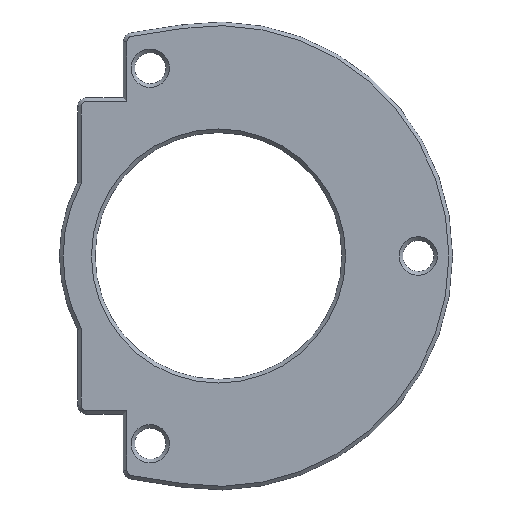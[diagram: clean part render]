
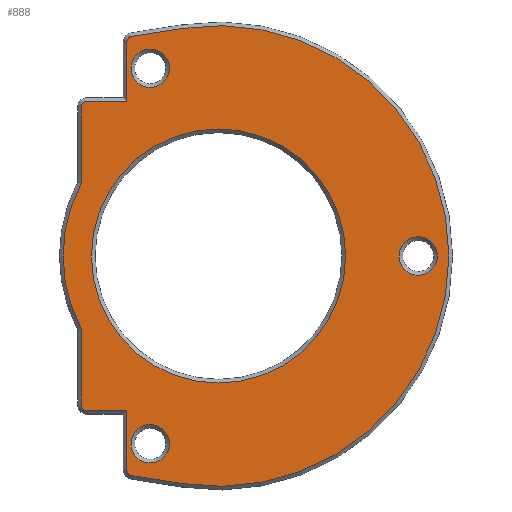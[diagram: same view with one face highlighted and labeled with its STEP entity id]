
A CAD part, front view. The second image highlights one B-rep face of the part: STEP entity #888.
In plain terms, the highlighted planar face has unit normal (0, -1, 0).
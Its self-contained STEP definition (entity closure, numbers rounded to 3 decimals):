
#33=FACE_BOUND('',#155,.T.);
#34=FACE_BOUND('',#156,.T.);
#35=FACE_BOUND('',#157,.T.);
#36=FACE_BOUND('',#158,.T.);
#50=PLANE('',#986);
#94=FACE_OUTER_BOUND('',#154,.T.);
#154=EDGE_LOOP('',(#723,#724,#725,#726,#727,#728,#729,#730,#731,#732,#733,
#734,#735,#736));
#155=EDGE_LOOP('',(#737));
#156=EDGE_LOOP('',(#738));
#157=EDGE_LOOP('',(#739));
#158=EDGE_LOOP('',(#740));
#232=LINE('',#1468,#314);
#233=LINE('',#1472,#315);
#234=LINE('',#1474,#316);
#235=LINE('',#1478,#317);
#236=LINE('',#1482,#318);
#237=LINE('',#1486,#319);
#238=LINE('',#1488,#320);
#239=LINE('',#1492,#321);
#314=VECTOR('',#1194,10.);
#315=VECTOR('',#1197,10.);
#316=VECTOR('',#1198,10.);
#317=VECTOR('',#1201,10.);
#318=VECTOR('',#1204,10.);
#319=VECTOR('',#1207,10.);
#320=VECTOR('',#1208,10.);
#321=VECTOR('',#1211,10.);
#374=CIRCLE('',#985,13.9);
#375=CIRCLE('',#987,0.6);
#376=CIRCLE('',#988,0.6);
#377=CIRCLE('',#989,25.2);
#378=CIRCLE('',#990,0.6);
#379=CIRCLE('',#991,0.6);
#380=CIRCLE('',#992,17.);
#381=CIRCLE('',#993,2.1);
#382=CIRCLE('',#994,2.1);
#383=CIRCLE('',#995,2.1);
#435=VERTEX_POINT('',#1462);
#436=VERTEX_POINT('',#1466);
#437=VERTEX_POINT('',#1467);
#438=VERTEX_POINT('',#1469);
#439=VERTEX_POINT('',#1471);
#440=VERTEX_POINT('',#1473);
#441=VERTEX_POINT('',#1475);
#442=VERTEX_POINT('',#1477);
#443=VERTEX_POINT('',#1479);
#444=VERTEX_POINT('',#1481);
#445=VERTEX_POINT('',#1483);
#446=VERTEX_POINT('',#1485);
#447=VERTEX_POINT('',#1487);
#448=VERTEX_POINT('',#1489);
#449=VERTEX_POINT('',#1491);
#450=VERTEX_POINT('',#1494);
#451=VERTEX_POINT('',#1496);
#452=VERTEX_POINT('',#1498);
#536=EDGE_CURVE('',#435,#435,#374,.T.);
#538=EDGE_CURVE('',#436,#437,#232,.T.);
#539=EDGE_CURVE('',#438,#436,#375,.T.);
#540=EDGE_CURVE('',#439,#438,#233,.T.);
#541=EDGE_CURVE('',#440,#439,#234,.T.);
#542=EDGE_CURVE('',#441,#440,#376,.T.);
#543=EDGE_CURVE('',#442,#441,#235,.T.);
#544=EDGE_CURVE('',#443,#442,#377,.T.);
#545=EDGE_CURVE('',#444,#443,#236,.T.);
#546=EDGE_CURVE('',#445,#444,#378,.T.);
#547=EDGE_CURVE('',#446,#445,#237,.T.);
#548=EDGE_CURVE('',#447,#446,#238,.T.);
#549=EDGE_CURVE('',#448,#447,#379,.T.);
#550=EDGE_CURVE('',#449,#448,#239,.T.);
#551=EDGE_CURVE('',#437,#449,#380,.T.);
#552=EDGE_CURVE('',#450,#450,#381,.T.);
#553=EDGE_CURVE('',#451,#451,#382,.T.);
#554=EDGE_CURVE('',#452,#452,#383,.T.);
#723=ORIENTED_EDGE('',*,*,#538,.F.);
#724=ORIENTED_EDGE('',*,*,#539,.F.);
#725=ORIENTED_EDGE('',*,*,#540,.F.);
#726=ORIENTED_EDGE('',*,*,#541,.F.);
#727=ORIENTED_EDGE('',*,*,#542,.F.);
#728=ORIENTED_EDGE('',*,*,#543,.F.);
#729=ORIENTED_EDGE('',*,*,#544,.F.);
#730=ORIENTED_EDGE('',*,*,#545,.F.);
#731=ORIENTED_EDGE('',*,*,#546,.F.);
#732=ORIENTED_EDGE('',*,*,#547,.F.);
#733=ORIENTED_EDGE('',*,*,#548,.F.);
#734=ORIENTED_EDGE('',*,*,#549,.F.);
#735=ORIENTED_EDGE('',*,*,#550,.F.);
#736=ORIENTED_EDGE('',*,*,#551,.F.);
#737=ORIENTED_EDGE('',*,*,#552,.F.);
#738=ORIENTED_EDGE('',*,*,#553,.F.);
#739=ORIENTED_EDGE('',*,*,#554,.F.);
#740=ORIENTED_EDGE('',*,*,#536,.F.);
#888=ADVANCED_FACE('',(#94,#33,#34,#35,#36),#50,.F.);
#985=AXIS2_PLACEMENT_3D('',#1463,#1189,#1190);
#986=AXIS2_PLACEMENT_3D('',#1465,#1192,#1193);
#987=AXIS2_PLACEMENT_3D('',#1470,#1195,#1196);
#988=AXIS2_PLACEMENT_3D('',#1476,#1199,#1200);
#989=AXIS2_PLACEMENT_3D('',#1480,#1202,#1203);
#990=AXIS2_PLACEMENT_3D('',#1484,#1205,#1206);
#991=AXIS2_PLACEMENT_3D('',#1490,#1209,#1210);
#992=AXIS2_PLACEMENT_3D('',#1493,#1212,#1213);
#993=AXIS2_PLACEMENT_3D('',#1495,#1214,#1215);
#994=AXIS2_PLACEMENT_3D('',#1497,#1216,#1217);
#995=AXIS2_PLACEMENT_3D('',#1499,#1218,#1219);
#1189=DIRECTION('center_axis',(0.,-1.,0.));
#1190=DIRECTION('ref_axis',(-1.,0.,0.));
#1192=DIRECTION('center_axis',(0.,1.,0.));
#1193=DIRECTION('ref_axis',(-1.,0.,0.));
#1194=DIRECTION('',(0.,0.,1.));
#1195=DIRECTION('center_axis',(0.,1.,0.));
#1196=DIRECTION('ref_axis',(-0.707,0.,-0.707));
#1197=DIRECTION('',(-1.,0.,0.));
#1198=DIRECTION('',(0.,0.,1.));
#1199=DIRECTION('center_axis',(0.,1.,0.));
#1200=DIRECTION('ref_axis',(-0.76,0.,-0.65));
#1201=DIRECTION('',(-0.988,0.,0.155));
#1202=DIRECTION('center_axis',(0.,1.,0.));
#1203=DIRECTION('ref_axis',(0.155,0.,-0.988));
#1204=DIRECTION('',(0.988,0.,0.155));
#1205=DIRECTION('center_axis',(0.,1.,0.));
#1206=DIRECTION('ref_axis',(-0.76,0.,0.65));
#1207=DIRECTION('',(0.,0.,1.));
#1208=DIRECTION('',(1.,0.,0.));
#1209=DIRECTION('center_axis',(0.,1.,0.));
#1210=DIRECTION('ref_axis',(-0.707,0.,0.707));
#1211=DIRECTION('',(0.,0.,1.));
#1212=DIRECTION('center_axis',(0.,1.,0.));
#1213=DIRECTION('ref_axis',(-0.886,0.,-0.464));
#1214=DIRECTION('center_axis',(0.,-1.,0.));
#1215=DIRECTION('ref_axis',(-1.,0.,0.));
#1216=DIRECTION('center_axis',(0.,-1.,0.));
#1217=DIRECTION('ref_axis',(-1.,0.,0.));
#1218=DIRECTION('center_axis',(0.,-1.,0.));
#1219=DIRECTION('ref_axis',(-1.,0.,0.));
#1462=CARTESIAN_POINT('',(88.9,9.8,0.));
#1463=CARTESIAN_POINT('Origin',(75.,9.8,0.));
#1465=CARTESIAN_POINT('Origin',(79.1,9.8,0.));
#1466=CARTESIAN_POINT('',(59.985,9.8,-16.3));
#1467=CARTESIAN_POINT('',(59.985,9.8,-7.972));
#1468=CARTESIAN_POINT('',(59.985,9.8,-8.65));
#1469=CARTESIAN_POINT('',(60.585,9.8,-16.9));
#1470=CARTESIAN_POINT('Origin',(60.585,9.8,-16.3));
#1471=CARTESIAN_POINT('',(64.985,9.8,-16.9));
#1472=CARTESIAN_POINT('',(71.842,9.8,-16.9));
#1473=CARTESIAN_POINT('',(64.985,9.8,-23.426));
#1474=CARTESIAN_POINT('',(64.985,9.8,-12.141));
#1475=CARTESIAN_POINT('',(65.492,9.8,-24.018));
#1476=CARTESIAN_POINT('Origin',(65.585,9.8,-23.426));
#1477=CARTESIAN_POINT('',(71.102,9.8,-24.897));
#1478=CARTESIAN_POINT('',(73.103,9.8,-25.21));
#1479=CARTESIAN_POINT('',(71.102,9.8,24.897));
#1480=CARTESIAN_POINT('Origin',(75.,9.8,0.));
#1481=CARTESIAN_POINT('',(65.492,9.8,24.018));
#1482=CARTESIAN_POINT('',(69.876,9.8,24.705));
#1483=CARTESIAN_POINT('',(64.985,9.8,23.426));
#1484=CARTESIAN_POINT('Origin',(65.585,9.8,23.426));
#1485=CARTESIAN_POINT('',(64.985,9.8,16.9));
#1486=CARTESIAN_POINT('',(64.985,9.8,8.65));
#1487=CARTESIAN_POINT('',(60.585,9.8,16.9));
#1488=CARTESIAN_POINT('',(69.342,9.8,16.9));
#1489=CARTESIAN_POINT('',(59.985,9.8,16.3));
#1490=CARTESIAN_POINT('Origin',(60.585,9.8,16.3));
#1491=CARTESIAN_POINT('',(59.985,9.8,7.972));
#1492=CARTESIAN_POINT('',(59.985,9.8,4.035));
#1493=CARTESIAN_POINT('Origin',(75.,9.8,0.));
#1494=CARTESIAN_POINT('',(69.627,9.8,20.532));
#1495=CARTESIAN_POINT('Origin',(67.527,9.8,20.532));
#1496=CARTESIAN_POINT('',(98.95,9.8,0.));
#1497=CARTESIAN_POINT('Origin',(96.85,9.8,0.));
#1498=CARTESIAN_POINT('',(69.627,9.8,-20.532));
#1499=CARTESIAN_POINT('Origin',(67.527,9.8,-20.532));
